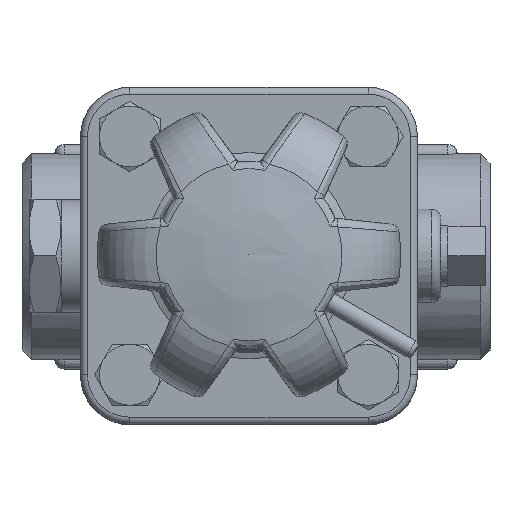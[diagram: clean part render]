
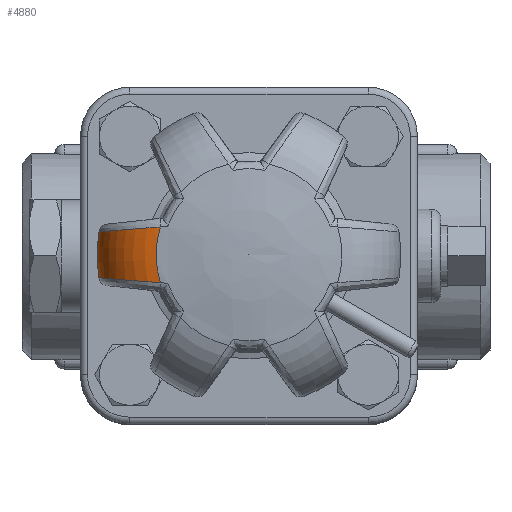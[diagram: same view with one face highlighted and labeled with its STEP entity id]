
A CAD part, top view. The second image highlights one B-rep face of the part: STEP entity #4880.
In plain terms, the highlighted toroidal (fillet/blend) face has major radius 16.628 mm and minor radius 15.884 mm.
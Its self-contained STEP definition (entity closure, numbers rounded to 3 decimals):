
#3213=CARTESIAN_POINT('',(-32.066,-4.887,254.172));
#3214=VERTEX_POINT('',#3213);
#3222=CARTESIAN_POINT('',(-32.066,4.887,254.172));
#3223=VERTEX_POINT('',#3222);
#3224=CARTESIAN_POINT('',(0.,0.0,254.172));
#3225=DIRECTION('',(0.0,0.0,-1.0));
#3226=DIRECTION('',(-1.0,0.0,0.0));
#3227=AXIS2_PLACEMENT_3D('',#3224,#3225,#3226);
#3228=CIRCLE('',#3227,32.436);
#3229=EDGE_CURVE('',#3214,#3223,#3228,.T.);
#4793=CARTESIAN_POINT('',(-18.935,5.943,268.169));
#4794=VERTEX_POINT('',#4793);
#4795=CARTESIAN_POINT('',(-32.066,4.887,254.172));
#4796=CARTESIAN_POINT('',(-32.016,4.891,254.663));
#4797=CARTESIAN_POINT('',(-31.871,4.904,255.635));
#4798=CARTESIAN_POINT('',(-31.633,4.926,256.592));
#4799=CARTESIAN_POINT('',(-31.49,4.938,257.072));
#4800=CARTESIAN_POINT('',(-31.485,4.939,257.086));
#4801=CARTESIAN_POINT('',(-31.477,4.94,257.112));
#4802=CARTESIAN_POINT('',(-31.462,4.941,257.164));
#4803=CARTESIAN_POINT('',(-31.439,4.943,257.237));
#4804=CARTESIAN_POINT('',(-31.411,4.945,257.326));
#4805=CARTESIAN_POINT('',(-31.354,4.951,257.502));
#4806=CARTESIAN_POINT('',(-31.265,4.958,257.765));
#4807=CARTESIAN_POINT('',(-31.159,4.968,258.055));
#4808=CARTESIAN_POINT('',(-31.07,4.976,258.285));
#4809=CARTESIAN_POINT('',(-30.933,4.988,258.63));
#4810=CARTESIAN_POINT('',(-30.76,5.003,259.026));
#4811=CARTESIAN_POINT('',(-30.548,5.022,259.472));
#4812=CARTESIAN_POINT('',(-30.269,5.047,260.022));
#4813=CARTESIAN_POINT('',(-29.965,5.073,260.557));
#4814=CARTESIAN_POINT('',(-29.441,5.119,261.385));
#4815=CARTESIAN_POINT('',(-28.514,5.199,262.68));
#4816=CARTESIAN_POINT('',(-27.146,5.316,264.114));
#4817=CARTESIAN_POINT('',(-25.606,5.443,265.334));
#4818=CARTESIAN_POINT('',(-23.981,5.575,266.4));
#4819=CARTESIAN_POINT('',(-21.763,5.746,267.462));
#4820=CARTESIAN_POINT('',(-19.88,5.88,267.987));
#4821=CARTESIAN_POINT('',(-18.935,5.943,268.169));
#4822=B_SPLINE_CURVE_WITH_KNOTS('',3,(#4795,#4796,#4797,#4798,#4799,#4800,#4801,#4802,#4803,#4804,#4805,#4806,#4807,#4808,#4809,#4810,#4811,#4812,#4813,#4814,#4815,#4816,#4817,#4818,#4819,#4820,#4821),.UNSPECIFIED.,.F.,.U.,(4,1,1,1,1,1,1,1,1,1,1,1,1,1,1,1,1,1,1,1,1,1,1,1,4),(-1.799,-1.67,-1.542,-1.541,-1.54,-1.538,-1.534,-1.526,-1.518,-1.51,-1.477,-1.445,-1.429,-1.413,-1.349,-1.317,-1.285,-1.188,-1.156,-1.028,-0.771,-0.642,-0.514,-0.257,0.),.UNSPECIFIED.);
#4823=EDGE_CURVE('',#3223,#4794,#4822,.T.);
#4836=CARTESIAN_POINT('',(0.,0.0,252.614));
#4837=DIRECTION('',(0.,0.0,-1.0));
#4838=DIRECTION('',(-1.0,0.0,0.0));
#4839=AXIS2_PLACEMENT_3D('',#4836,#4837,#4838);
#4840=TOROIDAL_SURFACE('',#4839,16.628,15.885);
#4841=ORIENTED_EDGE('',*,*,#3229,.F.);
#4842=CARTESIAN_POINT('',(-18.935,-5.943,268.169));
#4843=VERTEX_POINT('',#4842);
#4844=CARTESIAN_POINT('',(-18.935,-5.943,268.169));
#4845=CARTESIAN_POINT('',(-19.88,-5.88,267.987));
#4846=CARTESIAN_POINT('',(-21.763,-5.746,267.461));
#4847=CARTESIAN_POINT('',(-23.981,-5.575,266.4));
#4848=CARTESIAN_POINT('',(-25.606,-5.443,265.334));
#4849=CARTESIAN_POINT('',(-26.761,-5.348,264.418));
#4850=CARTESIAN_POINT('',(-27.652,-5.273,263.567));
#4851=CARTESIAN_POINT('',(-28.315,-5.216,262.839));
#4852=CARTESIAN_POINT('',(-28.943,-5.162,262.081));
#4853=CARTESIAN_POINT('',(-29.654,-5.1,261.088));
#4854=CARTESIAN_POINT('',(-30.399,-5.035,259.813));
#4855=CARTESIAN_POINT('',(-30.867,-4.994,258.802));
#4856=CARTESIAN_POINT('',(-31.115,-4.972,258.17));
#4857=CARTESIAN_POINT('',(-31.202,-4.964,257.938));
#4858=CARTESIAN_POINT('',(-31.285,-4.957,257.706));
#4859=CARTESIAN_POINT('',(-31.354,-4.951,257.501));
#4860=CARTESIAN_POINT('',(-31.411,-4.945,257.325));
#4861=CARTESIAN_POINT('',(-31.439,-4.943,257.237));
#4862=CARTESIAN_POINT('',(-31.462,-4.941,257.163));
#4863=CARTESIAN_POINT('',(-31.48,-4.939,257.104));
#4864=CARTESIAN_POINT('',(-31.773,-4.913,256.13));
#4865=CARTESIAN_POINT('',(-31.967,-4.896,255.154));
#4866=CARTESIAN_POINT('',(-32.066,-4.887,254.172));
#4867=B_SPLINE_CURVE_WITH_KNOTS('',3,(#4844,#4845,#4846,#4847,#4848,#4849,#4850,#4851,#4852,#4853,#4854,#4855,#4856,#4857,#4858,#4859,#4860,#4861,#4862,#4863,#4864,#4865,#4866),.UNSPECIFIED.,.F.,.U.,(4,1,1,1,1,1,1,1,1,1,1,1,1,1,1,1,1,1,1,1,4),(-2.171,-1.914,-1.657,-1.529,-1.401,-1.272,-1.208,-1.144,-1.015,-0.887,-0.758,-0.726,-0.71,-0.694,-0.662,-0.654,-0.646,-0.638,-0.634,-0.63,-0.373),.UNSPECIFIED.);
#4868=EDGE_CURVE('',#4843,#3214,#4867,.T.);
#4869=ORIENTED_EDGE('',*,*,#4868,.F.);
#4870=CARTESIAN_POINT('',(0.,0.0,268.169));
#4871=DIRECTION('',(0.0,0.0,-1.0));
#4872=DIRECTION('',(-1.0,0.0,0.0));
#4873=AXIS2_PLACEMENT_3D('',#4870,#4871,#4872);
#4874=CIRCLE('',#4873,19.846);
#4875=EDGE_CURVE('',#4843,#4794,#4874,.T.);
#4876=ORIENTED_EDGE('',*,*,#4875,.T.);
#4877=ORIENTED_EDGE('',*,*,#4823,.F.);
#4878=EDGE_LOOP('',(#4841,#4869,#4876,#4877));
#4879=FACE_OUTER_BOUND('',#4878,.T.);
#4880=ADVANCED_FACE('',(#4879),#4840,.T.);
